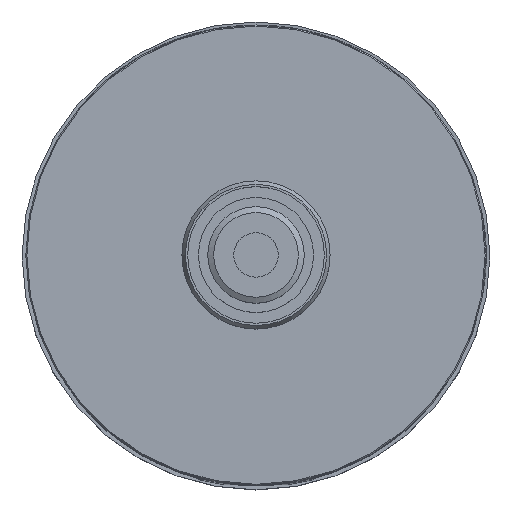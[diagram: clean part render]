
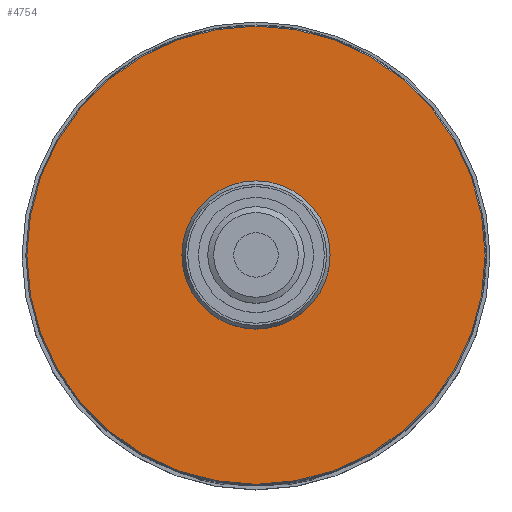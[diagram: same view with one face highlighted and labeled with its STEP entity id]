
A CAD part, top view. The second image highlights one B-rep face of the part: STEP entity #4754.
In plain terms, the highlighted planar face has unit normal (0, 0, 1).
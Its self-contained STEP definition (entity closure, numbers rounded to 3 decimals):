
#2709=PLANE('',#10562);
#2867=CIRCLE('',#10559,30.85);
#2868=CIRCLE('',#10561,7.5);
#4754=ADVANCED_FACE('',(#5031,#5032),#2709,.T.);
#5031=FACE_BOUND('',#5482,.T.);
#5032=FACE_BOUND('',#5483,.T.);
#5482=EDGE_LOOP('',(#7155));
#5483=EDGE_LOOP('',(#7156));
#7155=ORIENTED_EDGE('',*,*,#9124,.T.);
#7156=ORIENTED_EDGE('',*,*,#9125,.F.);
#8209=VERTEX_POINT('',#16531);
#8210=VERTEX_POINT('',#16534);
#9124=EDGE_CURVE('',#8209,#8209,#2867,.T.);
#9125=EDGE_CURVE('',#8210,#8210,#2868,.T.);
#10559=AXIS2_PLACEMENT_3D('',#16530,#11906,#11907);
#10561=AXIS2_PLACEMENT_3D('',#16533,#11910,#11911);
#10562=AXIS2_PLACEMENT_3D('',#16535,#11912,#11913);
#11906=DIRECTION('',(0.,0.,1.));
#11907=DIRECTION('',(1.,0.,0.));
#11910=DIRECTION('',(0.,0.,1.));
#11911=DIRECTION('',(1.,0.,0.));
#11912=DIRECTION('',(0.,0.,1.));
#11913=DIRECTION('',(1.,0.,0.));
#16530=CARTESIAN_POINT('',(0.,0.,0.));
#16531=CARTESIAN_POINT('',(30.85,0.,0.));
#16533=CARTESIAN_POINT('',(0.,0.,0.));
#16534=CARTESIAN_POINT('',(7.5,0.,0.));
#16535=CARTESIAN_POINT('',(0.,7.5,0.));
